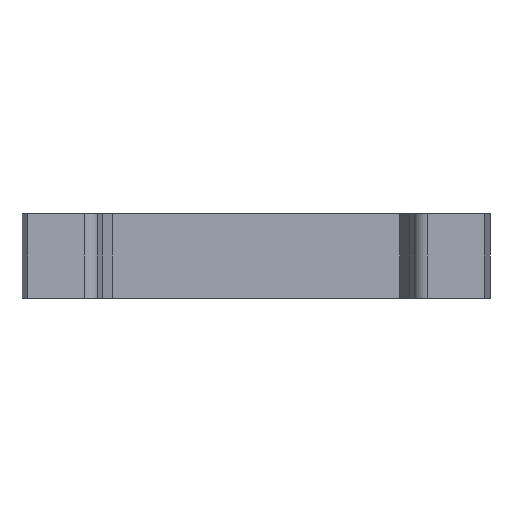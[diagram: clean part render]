
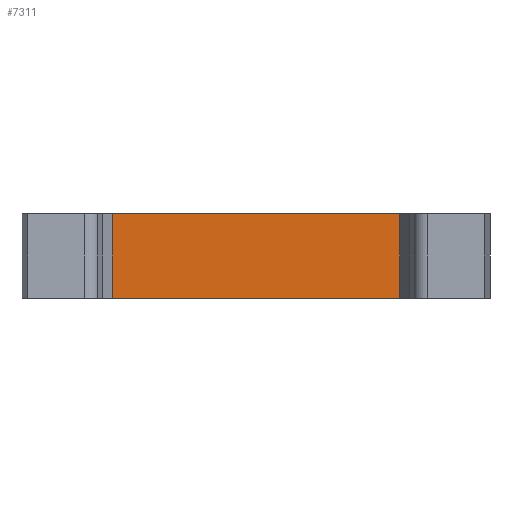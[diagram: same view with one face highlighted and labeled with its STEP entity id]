
A CAD part, front view. The second image highlights one B-rep face of the part: STEP entity #7311.
In plain terms, the highlighted planar face has unit normal (0, -1, 0).
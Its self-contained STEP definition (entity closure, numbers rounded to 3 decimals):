
#795 = FACE_OUTER_BOUND ( 'NONE', #3454, .T. ) ;
#843 = EDGE_CURVE ( 'NONE', #1910, #9812, #2774, .T. ) ;
#1910 = VERTEX_POINT ( 'NONE', #8220 ) ;
#2414 = VECTOR ( 'NONE', #5191, 1000. ) ;
#2443 = VECTOR ( 'NONE', #2889, 1000. ) ;
#2475 = EDGE_CURVE ( 'NONE', #13231, #1910, #13130, .T. ) ;
#2774 = LINE ( 'NONE', #11539, #7947 ) ;
#2889 = DIRECTION ( 'NONE',  ( 0., 0., 1. ) ) ;
#3067 = CARTESIAN_POINT ( 'NONE',  ( 15.397, 0., 4.5 ) ) ;
#3330 = ORIENTED_EDGE ( 'NONE', *, *, #843, .F. ) ;
#3454 = EDGE_LOOP ( 'NONE', ( #11359, #3330, #6214, #12555 ) ) ;
#3758 = CARTESIAN_POINT ( 'NONE',  ( -15.397, 0., -4.5 ) ) ;
#4072 = LINE ( 'NONE', #9792, #12032 ) ;
#5191 = DIRECTION ( 'NONE',  ( 0., 0., 1. ) ) ;
#5655 = CARTESIAN_POINT ( 'NONE',  ( -15.397, 0., 4.5 ) ) ;
#6214 = ORIENTED_EDGE ( 'NONE', *, *, #2475, .F. ) ;
#6495 = CARTESIAN_POINT ( 'NONE',  ( 15.397, 0., 4.5 ) ) ;
#6722 = CARTESIAN_POINT ( 'NONE',  ( 15.397, 0., -4.5 ) ) ;
#7157 = EDGE_CURVE ( 'NONE', #13231, #9474, #4072, .T. ) ;
#7311 = ADVANCED_FACE ( 'NONE', ( #795 ), #13086, .F. ) ;
#7947 = VECTOR ( 'NONE', #12002, 1000. ) ;
#8220 = CARTESIAN_POINT ( 'NONE',  ( -15.397, 0., 4.5 ) ) ;
#9033 = DIRECTION ( 'NONE',  ( 1., 0., 0. ) ) ;
#9079 = EDGE_CURVE ( 'NONE', #9474, #9812, #10727, .T. ) ;
#9474 = VERTEX_POINT ( 'NONE', #6722 ) ;
#9562 = AXIS2_PLACEMENT_3D ( 'NONE', #12642, #12631, #12597 ) ;
#9792 = CARTESIAN_POINT ( 'NONE',  ( -17.504, 0., -4.5 ) ) ;
#9812 = VERTEX_POINT ( 'NONE', #6495 ) ;
#10727 = LINE ( 'NONE', #3067, #2443 ) ;
#11359 = ORIENTED_EDGE ( 'NONE', *, *, #9079, .T. ) ;
#11539 = CARTESIAN_POINT ( 'NONE',  ( -15.397, 0., 4.5 ) ) ;
#12002 = DIRECTION ( 'NONE',  ( 1., 0., 0. ) ) ;
#12032 = VECTOR ( 'NONE', #9033, 1000. ) ;
#12555 = ORIENTED_EDGE ( 'NONE', *, *, #7157, .T. ) ;
#12597 = DIRECTION ( 'NONE',  ( 0., 0., 1. ) ) ;
#12631 = DIRECTION ( 'NONE',  ( 0., 1., 0. ) ) ;
#12642 = CARTESIAN_POINT ( 'NONE',  ( -15.397, 0., 4.5 ) ) ;
#13086 = PLANE ( 'NONE',  #9562 ) ;
#13130 = LINE ( 'NONE', #5655, #2414 ) ;
#13231 = VERTEX_POINT ( 'NONE', #3758 ) ;
